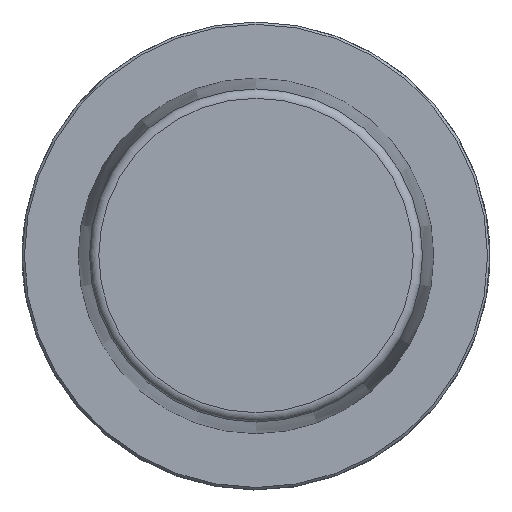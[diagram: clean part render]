
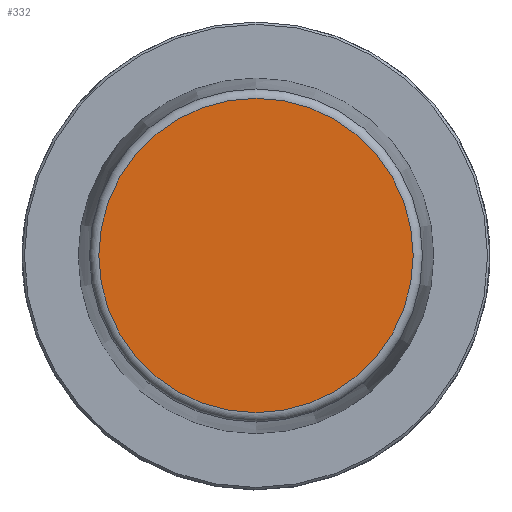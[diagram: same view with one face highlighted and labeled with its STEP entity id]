
A CAD part, top view. The second image highlights one B-rep face of the part: STEP entity #332.
In plain terms, the highlighted planar face has unit normal (0, 0, 1).
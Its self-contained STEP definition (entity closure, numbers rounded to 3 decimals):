
#332=ADVANCED_FACE('',(#423),#359,.T.);
#359=PLANE('',#1536);
#423=FACE_OUTER_BOUND('',#496,.T.);
#496=EDGE_LOOP('',(#873));
#873=ORIENTED_EDGE('',*,*,#1237,.F.);
#1043=VERTEX_POINT('',#2688);
#1237=EDGE_CURVE('',#1043,#1043,#1339,.T.);
#1339=CIRCLE('',#1535,33.6);
#1535=AXIS2_PLACEMENT_3D('',#2687,#1937,#1938);
#1536=AXIS2_PLACEMENT_3D('',#2689,#1939,#1940);
#1937=DIRECTION('',(0.,0.,-1.));
#1938=DIRECTION('',(1.,0.,0.));
#1939=DIRECTION('',(0.,0.,1.));
#1940=DIRECTION('',(-1.,0.,0.));
#2687=CARTESIAN_POINT('',(0.,0.,50.));
#2688=CARTESIAN_POINT('',(33.6,0.,50.));
#2689=CARTESIAN_POINT('',(0.,-33.6,50.));
